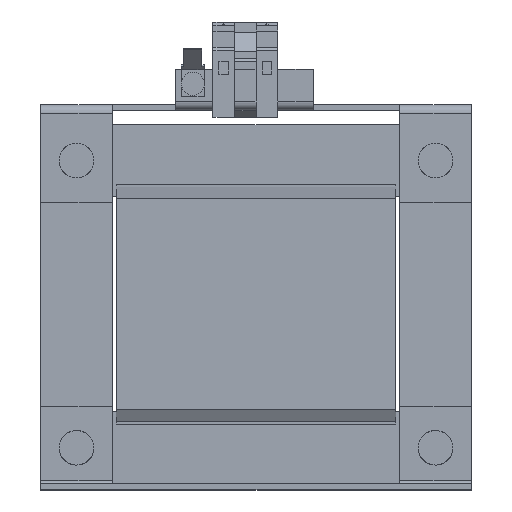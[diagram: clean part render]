
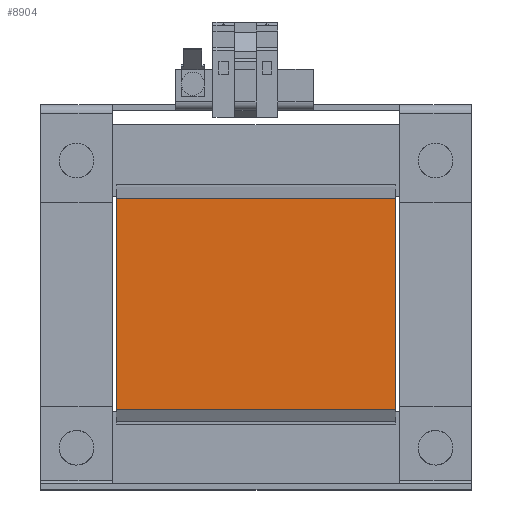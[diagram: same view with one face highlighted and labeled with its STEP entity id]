
A CAD part, top view. The second image highlights one B-rep face of the part: STEP entity #8904.
In plain terms, the highlighted planar face has unit normal (0, 0, 1).
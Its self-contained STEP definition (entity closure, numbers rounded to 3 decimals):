
#146 = EDGE_LOOP ( 'NONE', ( #1452, #8294, #8091, #2788 ) ) ;
#585 = CARTESIAN_POINT ( 'NONE',  ( 48.6, -36.75, 62.15 ) ) ;
#828 = LINE ( 'NONE', #4118, #9687 ) ;
#1169 = VERTEX_POINT ( 'NONE', #4246 ) ;
#1242 = FACE_OUTER_BOUND ( 'NONE', #146, .T. ) ;
#1365 = CARTESIAN_POINT ( 'NONE',  ( 48.6, 0., 62.15 ) ) ;
#1452 = ORIENTED_EDGE ( 'NONE', *, *, #6313, .T. ) ;
#1849 = CARTESIAN_POINT ( 'NONE',  ( -48.6, -36.75, 62.15 ) ) ;
#2171 = EDGE_CURVE ( 'NONE', #3981, #6952, #7757, .T. ) ;
#2660 = AXIS2_PLACEMENT_3D ( 'NONE', #1365, #9137, #7329 ) ;
#2788 = ORIENTED_EDGE ( 'NONE', *, *, #3880, .T. ) ;
#3118 = PLANE ( 'NONE',  #2660 ) ;
#3199 = DIRECTION ( 'NONE',  ( 0., -1., 0. ) ) ;
#3880 = EDGE_CURVE ( 'NONE', #3981, #1169, #828, .T. ) ;
#3981 = VERTEX_POINT ( 'NONE', #5883 ) ;
#4118 = CARTESIAN_POINT ( 'NONE',  ( 48.6, 36.75, 62.15 ) ) ;
#4246 = CARTESIAN_POINT ( 'NONE',  ( -48.6, 36.75, 62.15 ) ) ;
#4388 = VECTOR ( 'NONE', #3199, 1000. ) ;
#4539 = VECTOR ( 'NONE', #5605, 1000. ) ;
#4711 = CARTESIAN_POINT ( 'NONE',  ( 48.6, 0., 62.15 ) ) ;
#5605 = DIRECTION ( 'NONE',  ( 0., -1., 0. ) ) ;
#5883 = CARTESIAN_POINT ( 'NONE',  ( 48.6, 36.75, 62.15 ) ) ;
#6313 = EDGE_CURVE ( 'NONE', #1169, #9228, #8007, .T. ) ;
#6550 = VECTOR ( 'NONE', #8244, 1000. ) ;
#6814 = CARTESIAN_POINT ( 'NONE',  ( 48.6, -36.75, 62.15 ) ) ;
#6952 = VERTEX_POINT ( 'NONE', #6814 ) ;
#7329 = DIRECTION ( 'NONE',  ( 0., 1., 0. ) ) ;
#7757 = LINE ( 'NONE', #4711, #4539 ) ;
#8007 = LINE ( 'NONE', #8346, #4388 ) ;
#8091 = ORIENTED_EDGE ( 'NONE', *, *, #2171, .F. ) ;
#8244 = DIRECTION ( 'NONE',  ( -1., 0., 0. ) ) ;
#8294 = ORIENTED_EDGE ( 'NONE', *, *, #10563, .F. ) ;
#8346 = CARTESIAN_POINT ( 'NONE',  ( -48.6, 0., 62.15 ) ) ;
#8434 = DIRECTION ( 'NONE',  ( -1., 0., 0. ) ) ;
#8838 = LINE ( 'NONE', #585, #6550 ) ;
#8904 = ADVANCED_FACE ( 'NONE', ( #1242 ), #3118, .F. ) ;
#9137 = DIRECTION ( 'NONE',  ( 0., 0., -1. ) ) ;
#9228 = VERTEX_POINT ( 'NONE', #1849 ) ;
#9687 = VECTOR ( 'NONE', #8434, 1000. ) ;
#10563 = EDGE_CURVE ( 'NONE', #6952, #9228, #8838, .T. ) ;
